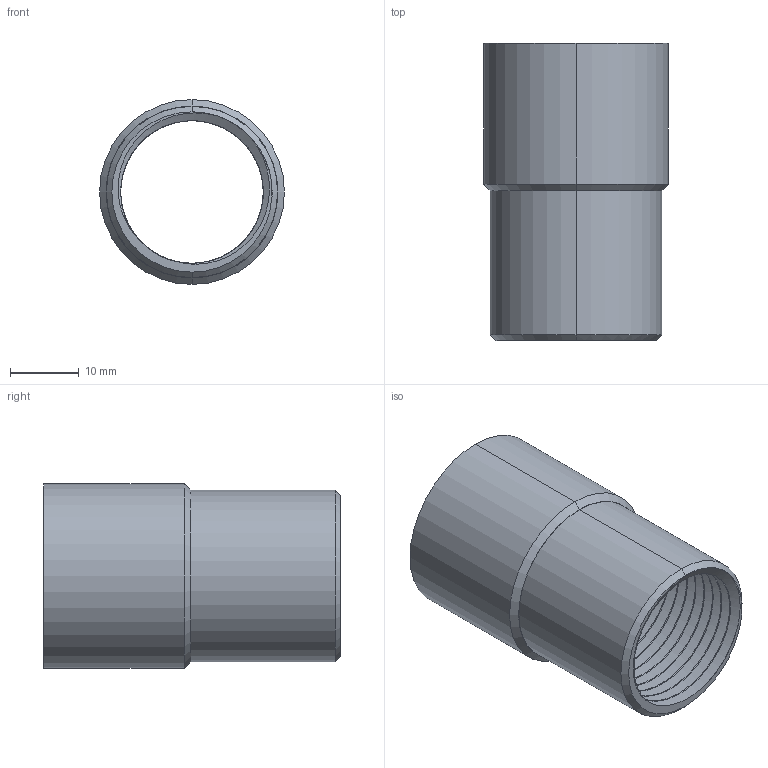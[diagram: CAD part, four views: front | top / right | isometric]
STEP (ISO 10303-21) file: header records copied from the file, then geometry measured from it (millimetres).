
FILE_DESCRIPTION (( 'STEP AP214' ), '1' );
FILE_NAME ('97584002.step', '2016-03-14T14:23:26', ( '' ), ( '' ), 'SwSTEP 2.0', 'SolidWorks 2015', '' );
FILE_SCHEMA (( 'AUTOMOTIVE_DESIGN' ));
Length unit declared in the file: inch
Products named in the file (1): 97584002
Bounding box: 26.97 x 43.35 x 26.97 mm (x, y, z)
Volume: 6323.3 mm3; surface area: 9356.1 mm2
Topology: 1 solids, 1 shells, 66 faces, 186 edges, 122 vertices
Faces by surface type: cylinder 54, plane 5, cone 4, bspline 3
Entity records: 7374 total; most frequent: CARTESIAN_POINT 5730, ORIENTED_EDGE 372, DIRECTION 221, EDGE_CURVE 186, VERTEX_POINT 122, AXIS2_PLACEMENT_3D 80, EDGE_LOOP 68, ADVANCED_FACE 66
